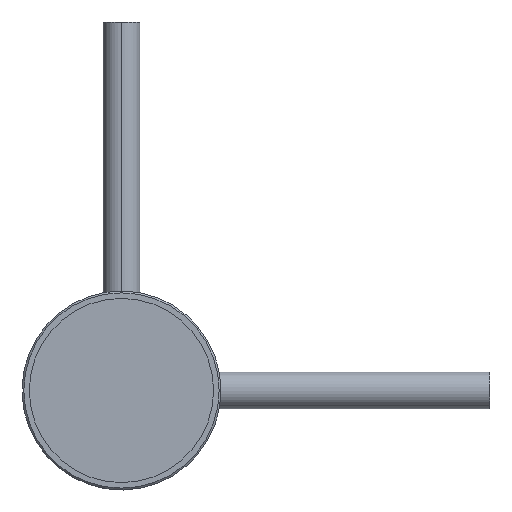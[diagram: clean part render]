
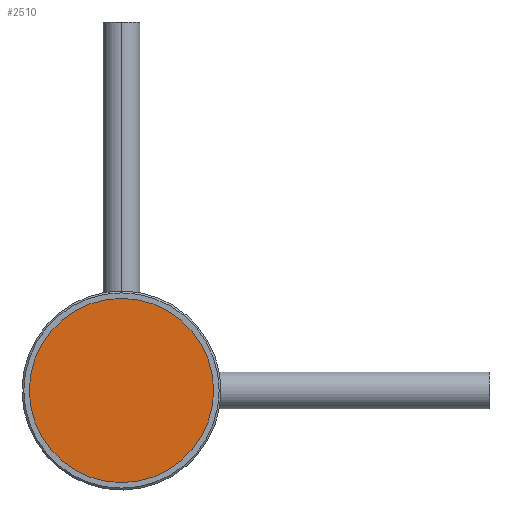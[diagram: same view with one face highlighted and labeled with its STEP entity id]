
A CAD part, left-side view. The second image highlights one B-rep face of the part: STEP entity #2510.
In plain terms, the highlighted planar face has unit normal (-1, 0, 0).
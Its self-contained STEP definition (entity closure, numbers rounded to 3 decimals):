
#437 = DIRECTION ( 'NONE',  ( 0., -1., 0. ) ) ;
#524 = EDGE_LOOP ( 'NONE', ( #4404, #2372 ) ) ;
#847 = AXIS2_PLACEMENT_3D ( 'NONE', #6527, #1976, #6186 ) ;
#1202 = FACE_OUTER_BOUND ( 'NONE', #524, .T. ) ;
#1233 = DIRECTION ( 'NONE',  ( -1., 0., 0. ) ) ;
#1976 = DIRECTION ( 'NONE',  ( 1., 0., 0. ) ) ;
#2372 = ORIENTED_EDGE ( 'NONE', *, *, #5576, .F. ) ;
#2510 = ADVANCED_FACE ( 'NONE', ( #1202 ), #4277, .T. ) ;
#2843 = CARTESIAN_POINT ( 'NONE',  ( 344., -25., 625. ) ) ;
#2947 = AXIS2_PLACEMENT_3D ( 'NONE', #3918, #3877, #437 ) ;
#3462 = VERTEX_POINT ( 'NONE', #6406 ) ;
#3717 = CIRCLE ( 'NONE', #847, 25. ) ;
#3877 = DIRECTION ( 'NONE',  ( 1., 0., 0. ) ) ;
#3918 = CARTESIAN_POINT ( 'NONE',  ( 344., 0., 625. ) ) ;
#4027 = EDGE_CURVE ( 'NONE', #6330, #3462, #3717, .T. ) ;
#4277 = PLANE ( 'NONE',  #5497 ) ;
#4404 = ORIENTED_EDGE ( 'NONE', *, *, #4027, .F. ) ;
#4688 = CARTESIAN_POINT ( 'NONE',  ( 344., 25., 625. ) ) ;
#4944 = CIRCLE ( 'NONE', #2947, 25. ) ;
#5497 = AXIS2_PLACEMENT_3D ( 'NONE', #4688, #1233, #6227 ) ;
#5576 = EDGE_CURVE ( 'NONE', #3462, #6330, #4944, .T. ) ;
#6186 = DIRECTION ( 'NONE',  ( 0., -1., 0. ) ) ;
#6227 = DIRECTION ( 'NONE',  ( 0., 0., 1. ) ) ;
#6330 = VERTEX_POINT ( 'NONE', #2843 ) ;
#6406 = CARTESIAN_POINT ( 'NONE',  ( 344., 25., 625. ) ) ;
#6527 = CARTESIAN_POINT ( 'NONE',  ( 344., 0., 625. ) ) ;
